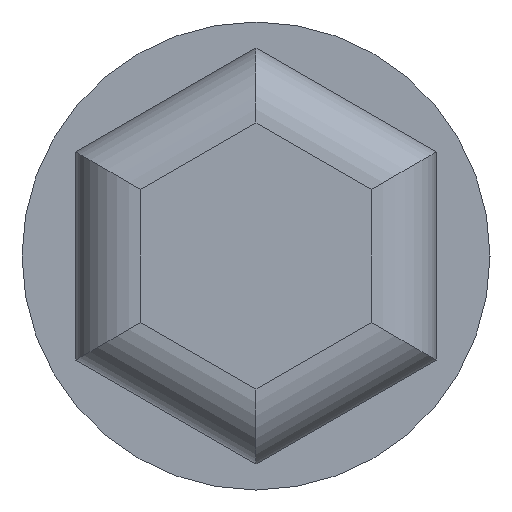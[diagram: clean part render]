
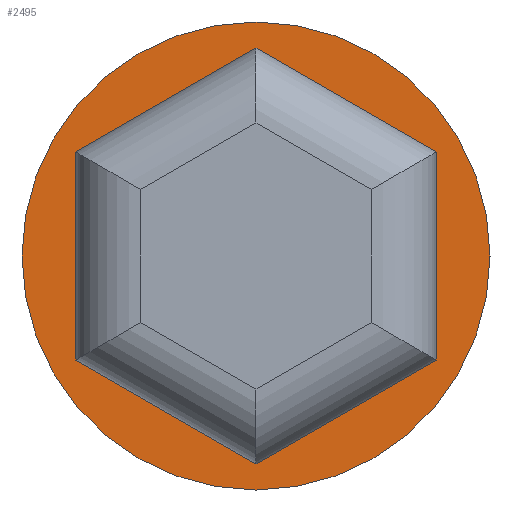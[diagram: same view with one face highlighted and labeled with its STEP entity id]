
A CAD part, left-side view. The second image highlights one B-rep face of the part: STEP entity #2495.
In plain terms, the highlighted planar face has unit normal (-1, 0, 0).
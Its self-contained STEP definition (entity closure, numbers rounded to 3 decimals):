
#2372=CARTESIAN_POINT('',(48.355,0.,0.));
#2373=DIRECTION('',(-1.,0.,0.));
#2374=DIRECTION('',(0.,1.,0.));
#2375=AXIS2_PLACEMENT_3D('',#2372,#2373,#2374);
#2377=CARTESIAN_POINT('',(48.355,0.,0.));
#2378=DIRECTION('',(1.,0.,0.));
#2379=DIRECTION('',(0.,1.,0.));
#2380=AXIS2_PLACEMENT_3D('',#2377,#2378,#2379);
#2382=CARTESIAN_POINT('',(48.355,0.,0.));
#2383=DIRECTION('',(1.,0.,0.));
#2384=DIRECTION('',(0.,0.,-1.));
#2385=AXIS2_PLACEMENT_3D('',#2382,#2383,#2384);
#2387=CARTESIAN_POINT('',(48.355,0.,0.));
#2388=DIRECTION('',(1.,0.,0.));
#2389=DIRECTION('',(0.,0.,1.));
#2390=AXIS2_PLACEMENT_3D('',#2387,#2388,#2389);
#2431=CARTESIAN_POINT('',(48.355,9.,0.));
#2433=VERTEX_POINT('',#2431);
#2435=CARTESIAN_POINT('',(48.355,-9.,0.));
#2437=VERTEX_POINT('',#2435);
#2438=CARTESIAN_POINT('',(48.355,0.,-3.05));
#2439=CARTESIAN_POINT('',(48.355,0.,3.05));
#2440=VERTEX_POINT('',#2438);
#2441=VERTEX_POINT('',#2439);
#2480=CARTESIAN_POINT('',(48.355,0.,0.));
#2481=DIRECTION('',(1.,0.,0.));
#2482=DIRECTION('',(0.,-1.,0.));
#2483=AXIS2_PLACEMENT_3D('',#2480,#2481,#2482);
#2484=PLANE('',#2483);
#2485=ORIENTED_EDGE('',*,*,#2472,.F.);
#2486=ORIENTED_EDGE('',*,*,#2461,.T.);
#2487=EDGE_LOOP('',(#2485,#2486));
#2488=FACE_OUTER_BOUND('',#2487,.F.);
#2490=ORIENTED_EDGE('',*,*,#2489,.F.);
#2492=ORIENTED_EDGE('',*,*,#2491,.F.);
#2493=EDGE_LOOP('',(#2490,#2492));
#2494=FACE_BOUND('',#2493,.F.);
#2376=CIRCLE('',#2375,9.);
#2381=CIRCLE('',#2380,9.);
#2386=CIRCLE('',#2385,3.05);
#2391=CIRCLE('',#2390,3.05);
#2461=EDGE_CURVE('',#2433,#2437,#2381,.T.);
#2472=EDGE_CURVE('',#2433,#2437,#2376,.T.);
#2489=EDGE_CURVE('',#2440,#2441,#2386,.T.);
#2491=EDGE_CURVE('',#2441,#2440,#2391,.T.);
#2495=ADVANCED_FACE('',(#2488,#2494),#2484,.F.);
